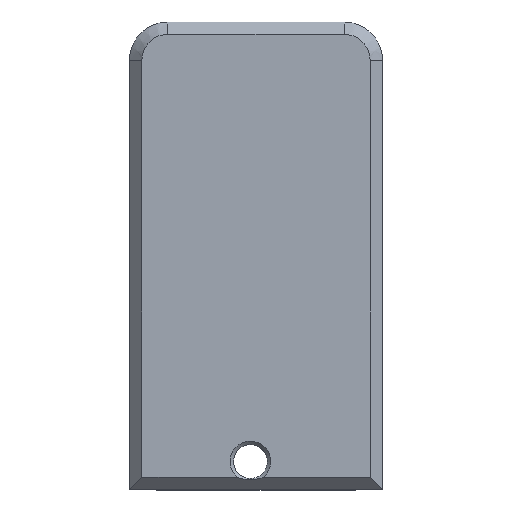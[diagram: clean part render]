
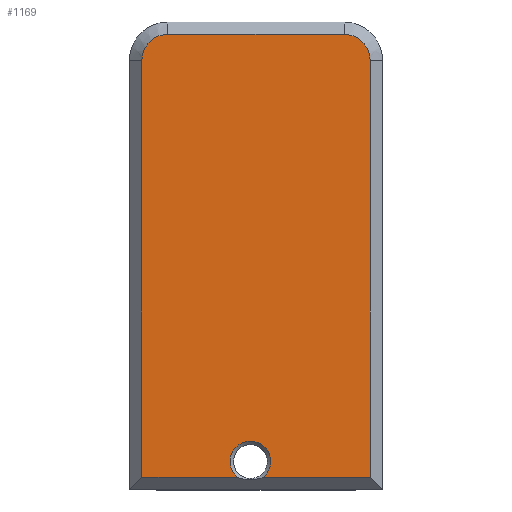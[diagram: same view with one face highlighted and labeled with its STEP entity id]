
A CAD part, top view. The second image highlights one B-rep face of the part: STEP entity #1169.
In plain terms, the highlighted planar face has unit normal (0, 0, 1).
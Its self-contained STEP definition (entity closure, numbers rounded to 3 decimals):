
#503 = VERTEX_POINT('',#504);
#504 = CARTESIAN_POINT('',(-1.,1.3,8.7));
#512 = VERTEX_POINT('',#513);
#513 = CARTESIAN_POINT('',(-16.596,1.3,8.7));
#519 = EDGE_CURVE('',#503,#512,#520,.T.);
#520 = LINE('',#521,#522);
#521 = CARTESIAN_POINT('',(-1.,1.3,8.7));
#522 = VECTOR('',#523,1.);
#523 = DIRECTION('',(-1.,0.,0.));
#536 = VERTEX_POINT('',#537);
#537 = CARTESIAN_POINT('',(-18.896,-1.,8.7));
#543 = EDGE_CURVE('',#512,#536,#544,.T.);
#544 = CIRCLE('',#545,2.3);
#545 = AXIS2_PLACEMENT_3D('',#546,#547,#548);
#546 = CARTESIAN_POINT('',(-16.596,-1.,8.7));
#547 = DIRECTION('',(0.,-0.,1.));
#548 = DIRECTION('',(0.,1.,0.));
#1149 = VERTEX_POINT('',#1150);
#1150 = CARTESIAN_POINT('',(1.3,-1.,8.7));
#1158 = EDGE_CURVE('',#1149,#503,#1159,.T.);
#1159 = CIRCLE('',#1160,2.3);
#1160 = AXIS2_PLACEMENT_3D('',#1161,#1162,#1163);
#1161 = CARTESIAN_POINT('',(-1.,-1.,8.7));
#1162 = DIRECTION('',(0.,0.,1.));
#1163 = DIRECTION('',(1.,0.,0.));
#1169 = ADVANCED_FACE('',(#1170),#1223,.T.);
#1170 = FACE_BOUND('',#1171,.T.);
#1171 = EDGE_LOOP('',(#1172,#1183,#1191,#1197,#1198,#1199,#1200,#1208,
    #1216));
#1172 = ORIENTED_EDGE('',*,*,#1173,.F.);
#1173 = EDGE_CURVE('',#1174,#1176,#1178,.T.);
#1174 = VERTEX_POINT('',#1175);
#1175 = CARTESIAN_POINT('',(-8.169,-37.9,8.7));
#1176 = VERTEX_POINT('',#1177);
#1177 = CARTESIAN_POINT('',(-7.5,-36.5,8.7));
#1178 = CIRCLE('',#1179,1.8);
#1179 = AXIS2_PLACEMENT_3D('',#1180,#1181,#1182);
#1180 = CARTESIAN_POINT('',(-9.3,-36.5,8.7));
#1181 = DIRECTION('',(0.,0.,1.));
#1182 = DIRECTION('',(1.,0.,0.));
#1183 = ORIENTED_EDGE('',*,*,#1184,.T.);
#1184 = EDGE_CURVE('',#1174,#1185,#1187,.T.);
#1185 = VERTEX_POINT('',#1186);
#1186 = CARTESIAN_POINT('',(1.3,-37.9,8.7));
#1187 = LINE('',#1188,#1189);
#1188 = CARTESIAN_POINT('',(-19.996,-37.9,8.7));
#1189 = VECTOR('',#1190,1.);
#1190 = DIRECTION('',(1.,0.,0.));
#1191 = ORIENTED_EDGE('',*,*,#1192,.T.);
#1192 = EDGE_CURVE('',#1185,#1149,#1193,.T.);
#1193 = LINE('',#1194,#1195);
#1194 = CARTESIAN_POINT('',(1.3,-39.,8.7));
#1195 = VECTOR('',#1196,1.);
#1196 = DIRECTION('',(0.,1.,0.));
#1197 = ORIENTED_EDGE('',*,*,#1158,.T.);
#1198 = ORIENTED_EDGE('',*,*,#519,.T.);
#1199 = ORIENTED_EDGE('',*,*,#543,.T.);
#1200 = ORIENTED_EDGE('',*,*,#1201,.T.);
#1201 = EDGE_CURVE('',#536,#1202,#1204,.T.);
#1202 = VERTEX_POINT('',#1203);
#1203 = CARTESIAN_POINT('',(-18.896,-37.9,8.7));
#1204 = LINE('',#1205,#1206);
#1205 = CARTESIAN_POINT('',(-18.896,-1.,8.7));
#1206 = VECTOR('',#1207,1.);
#1207 = DIRECTION('',(0.,-1.,0.));
#1208 = ORIENTED_EDGE('',*,*,#1209,.T.);
#1209 = EDGE_CURVE('',#1202,#1210,#1212,.T.);
#1210 = VERTEX_POINT('',#1211);
#1211 = CARTESIAN_POINT('',(-10.431,-37.9,8.7));
#1212 = LINE('',#1213,#1214);
#1213 = CARTESIAN_POINT('',(-19.996,-37.9,8.7));
#1214 = VECTOR('',#1215,1.);
#1215 = DIRECTION('',(1.,0.,0.));
#1216 = ORIENTED_EDGE('',*,*,#1217,.F.);
#1217 = EDGE_CURVE('',#1176,#1210,#1218,.T.);
#1218 = CIRCLE('',#1219,1.8);
#1219 = AXIS2_PLACEMENT_3D('',#1220,#1221,#1222);
#1220 = CARTESIAN_POINT('',(-9.3,-36.5,8.7));
#1221 = DIRECTION('',(0.,0.,1.));
#1222 = DIRECTION('',(1.,0.,0.));
#1223 = PLANE('',#1224);
#1224 = AXIS2_PLACEMENT_3D('',#1225,#1226,#1227);
#1225 = CARTESIAN_POINT('',(-8.798,-18.821,8.7));
#1226 = DIRECTION('',(0.,0.,1.));
#1227 = DIRECTION('',(1.,0.,0.));
